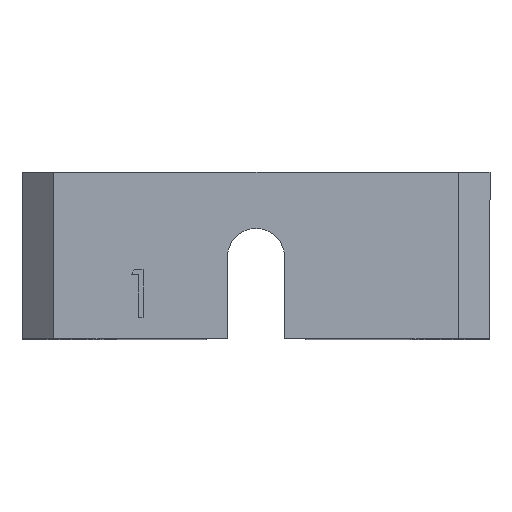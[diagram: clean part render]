
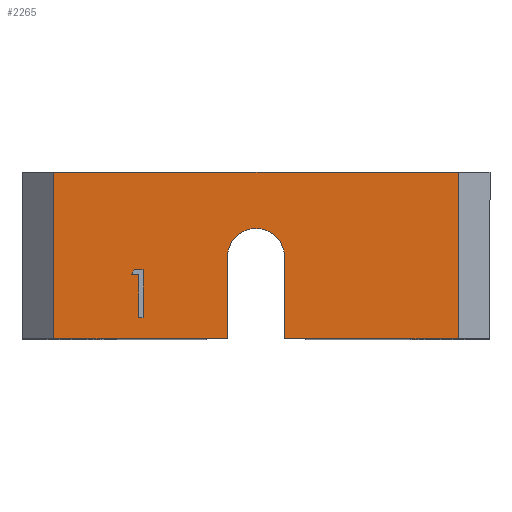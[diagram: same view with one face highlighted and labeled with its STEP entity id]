
A CAD part, top view. The second image highlights one B-rep face of the part: STEP entity #2265.
In plain terms, the highlighted planar face has unit normal (0, 0, 1).
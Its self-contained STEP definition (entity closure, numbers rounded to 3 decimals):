
#56 = EDGE_LOOP ( 'NONE', ( #2943, #636, #361, #374, #3280, #1924, #2707, #1026 ) ) ;
#101 = DIRECTION ( 'NONE',  ( 1., 0., 0. ) ) ;
#109 = CARTESIAN_POINT ( 'NONE',  ( -10.619, -20.375, 20. ) ) ;
#112 = CARTESIAN_POINT ( 'NONE',  ( -11.451, -20.375, 20. ) ) ;
#120 = FACE_BOUND ( 'NONE', #1522, .T. ) ;
#138 = DIRECTION ( 'NONE',  ( 0., 0., 1. ) ) ;
#163 = VECTOR ( 'NONE', #805, 1000. ) ;
#230 = VECTOR ( 'NONE', #3018, 1000. ) ;
#259 = VERTEX_POINT ( 'NONE', #1519 ) ;
#270 = LINE ( 'NONE', #2144, #163 ) ;
#315 = CARTESIAN_POINT ( 'NONE',  ( -11.023, -20.837, 20. ) ) ;
#332 = LINE ( 'NONE', #112, #2268 ) ;
#338 = VECTOR ( 'NONE', #465, 1000. ) ;
#361 = ORIENTED_EDGE ( 'NONE', *, *, #3181, .T. ) ;
#373 = CARTESIAN_POINT ( 'NONE',  ( 0., 0., 20. ) ) ;
#374 = ORIENTED_EDGE ( 'NONE', *, *, #820, .T. ) ;
#378 = CARTESIAN_POINT ( 'NONE',  ( -10.619, -24.875, 20. ) ) ;
#400 = CARTESIAN_POINT ( 'NONE',  ( -2.7, -19.2, 20. ) ) ;
#412 = ORIENTED_EDGE ( 'NONE', *, *, #3194, .T. ) ;
#465 = DIRECTION ( 'NONE',  ( 0., -1., 0. ) ) ;
#498 = LINE ( 'NONE', #3156, #338 ) ;
#590 = VERTEX_POINT ( 'NONE', #2282 ) ;
#601 = VERTEX_POINT ( 'NONE', #400 ) ;
#636 = ORIENTED_EDGE ( 'NONE', *, *, #1127, .T. ) ;
#670 = CIRCLE ( 'NONE', #3125, 2.7 ) ;
#805 = DIRECTION ( 'NONE',  ( 0.497, 0.868, 0. ) ) ;
#820 = EDGE_CURVE ( 'NONE', #1839, #259, #2276, .T. ) ;
#837 = DIRECTION ( 'NONE',  ( 1., 0., 0. ) ) ;
#851 = VECTOR ( 'NONE', #3293, 1000. ) ;
#918 = CARTESIAN_POINT ( 'NONE',  ( -22.5, -11.2, 20. ) ) ;
#920 = DIRECTION ( 'NONE',  ( 0., -1., 0. ) ) ;
#979 = VERTEX_POINT ( 'NONE', #2351 ) ;
#1026 = ORIENTED_EDGE ( 'NONE', *, *, #1248, .T. ) ;
#1027 = ORIENTED_EDGE ( 'NONE', *, *, #2628, .T. ) ;
#1033 = EDGE_CURVE ( 'NONE', #601, #1664, #498, .T. ) ;
#1127 = EDGE_CURVE ( 'NONE', #2606, #1383, #1674, .T. ) ;
#1141 = DIRECTION ( 'NONE',  ( 1., 0., 0. ) ) ;
#1152 = DIRECTION ( 'NONE',  ( 1., 0., 0. ) ) ;
#1171 = DIRECTION ( 'NONE',  ( -1., 0., 0. ) ) ;
#1176 = EDGE_CURVE ( 'NONE', #259, #1664, #1486, .T. ) ;
#1187 = VECTOR ( 'NONE', #1457, 1000. ) ;
#1212 = DIRECTION ( 'NONE',  ( 1., 0., 0. ) ) ;
#1248 = EDGE_CURVE ( 'NONE', #1330, #2779, #1955, .T. ) ;
#1330 = VERTEX_POINT ( 'NONE', #2617 ) ;
#1383 = VERTEX_POINT ( 'NONE', #1817 ) ;
#1411 = VECTOR ( 'NONE', #1171, 1000. ) ;
#1418 = PLANE ( 'NONE',  #2633 ) ;
#1456 = VECTOR ( 'NONE', #2950, 1000. ) ;
#1457 = DIRECTION ( 'NONE',  ( -1., 0., 0. ) ) ;
#1486 = LINE ( 'NONE', #2213, #2938 ) ;
#1519 = CARTESIAN_POINT ( 'NONE',  ( -19., -26.875, 20. ) ) ;
#1522 = EDGE_LOOP ( 'NONE', ( #1874, #1027, #2469, #2421, #412, #2885 ) ) ;
#1566 = VECTOR ( 'NONE', #1141, 1000. ) ;
#1601 = EDGE_CURVE ( 'NONE', #2936, #3066, #332, .T. ) ;
#1637 = CARTESIAN_POINT ( 'NONE',  ( 19., -26.875, 20. ) ) ;
#1664 = VERTEX_POINT ( 'NONE', #1949 ) ;
#1674 = LINE ( 'NONE', #3208, #1763 ) ;
#1762 = CARTESIAN_POINT ( 'NONE',  ( 2.7, 0., 20. ) ) ;
#1763 = VECTOR ( 'NONE', #2696, 1000. ) ;
#1776 = CARTESIAN_POINT ( 'NONE',  ( 2.7, -26.875, 20. ) ) ;
#1817 = CARTESIAN_POINT ( 'NONE',  ( 19., -11.2, 20. ) ) ;
#1827 = EDGE_CURVE ( 'NONE', #590, #2692, #2139, .T. ) ;
#1839 = VERTEX_POINT ( 'NONE', #2378 ) ;
#1874 = ORIENTED_EDGE ( 'NONE', *, *, #3162, .T. ) ;
#1924 = ORIENTED_EDGE ( 'NONE', *, *, #1033, .F. ) ;
#1944 = CARTESIAN_POINT ( 'NONE',  ( -10.619, -24.875, 20. ) ) ;
#1947 = CARTESIAN_POINT ( 'NONE',  ( -22.5, -26.875, 20. ) ) ;
#1949 = CARTESIAN_POINT ( 'NONE',  ( -2.7, -26.875, 20. ) ) ;
#1955 = LINE ( 'NONE', #1762, #851 ) ;
#1962 = CARTESIAN_POINT ( 'NONE',  ( -19., 0., 20. ) ) ;
#2007 = VECTOR ( 'NONE', #920, 1000. ) ;
#2021 = EDGE_CURVE ( 'NONE', #2779, #2606, #2234, .T. ) ;
#2028 = LINE ( 'NONE', #3089, #2187 ) ;
#2053 = EDGE_CURVE ( 'NONE', #3066, #2959, #3284, .T. ) ;
#2139 = LINE ( 'NONE', #2359, #1456 ) ;
#2144 = CARTESIAN_POINT ( 'NONE',  ( -11.715, -20.837, 20. ) ) ;
#2183 = CARTESIAN_POINT ( 'NONE',  ( 0., -19.2, 20. ) ) ;
#2187 = VECTOR ( 'NONE', #3069, 1000. ) ;
#2213 = CARTESIAN_POINT ( 'NONE',  ( -22.5, -26.875, 20. ) ) ;
#2234 = LINE ( 'NONE', #1947, #1566 ) ;
#2260 = CARTESIAN_POINT ( 'NONE',  ( -10.619, -20.375, 20. ) ) ;
#2265 = ADVANCED_FACE ( 'NONE', ( #2797, #120 ), #1418, .T. ) ;
#2268 = VECTOR ( 'NONE', #1212, 1000. ) ;
#2276 = LINE ( 'NONE', #1962, #230 ) ;
#2282 = CARTESIAN_POINT ( 'NONE',  ( -11.023, -24.875, 20. ) ) ;
#2351 = CARTESIAN_POINT ( 'NONE',  ( -11.715, -20.837, 20. ) ) ;
#2359 = CARTESIAN_POINT ( 'NONE',  ( -11.023, -24.875, 20. ) ) ;
#2378 = CARTESIAN_POINT ( 'NONE',  ( -19., -11.2, 20. ) ) ;
#2421 = ORIENTED_EDGE ( 'NONE', *, *, #2053, .T. ) ;
#2469 = ORIENTED_EDGE ( 'NONE', *, *, #1601, .T. ) ;
#2606 = VERTEX_POINT ( 'NONE', #1637 ) ;
#2617 = CARTESIAN_POINT ( 'NONE',  ( 2.7, -19.2, 20. ) ) ;
#2628 = EDGE_CURVE ( 'NONE', #979, #2936, #270, .T. ) ;
#2633 = AXIS2_PLACEMENT_3D ( 'NONE', #373, #138, #1152 ) ;
#2692 = VERTEX_POINT ( 'NONE', #315 ) ;
#2696 = DIRECTION ( 'NONE',  ( 0., 1., 0. ) ) ;
#2707 = ORIENTED_EDGE ( 'NONE', *, *, #2932, .F. ) ;
#2735 = CARTESIAN_POINT ( 'NONE',  ( -11.451, -20.375, 20. ) ) ;
#2763 = LINE ( 'NONE', #378, #1187 ) ;
#2779 = VERTEX_POINT ( 'NONE', #1776 ) ;
#2783 = LINE ( 'NONE', #918, #1411 ) ;
#2797 = FACE_OUTER_BOUND ( 'NONE', #56, .T. ) ;
#2885 = ORIENTED_EDGE ( 'NONE', *, *, #1827, .T. ) ;
#2932 = EDGE_CURVE ( 'NONE', #1330, #601, #670, .T. ) ;
#2936 = VERTEX_POINT ( 'NONE', #2735 ) ;
#2938 = VECTOR ( 'NONE', #101, 1000. ) ;
#2943 = ORIENTED_EDGE ( 'NONE', *, *, #2021, .T. ) ;
#2950 = DIRECTION ( 'NONE',  ( 0., 1., 0. ) ) ;
#2959 = VERTEX_POINT ( 'NONE', #1944 ) ;
#3018 = DIRECTION ( 'NONE',  ( 0., -1., 0. ) ) ;
#3066 = VERTEX_POINT ( 'NONE', #2260 ) ;
#3069 = DIRECTION ( 'NONE',  ( -1., 0., 0. ) ) ;
#3089 = CARTESIAN_POINT ( 'NONE',  ( -11.023, -20.837, 20. ) ) ;
#3125 = AXIS2_PLACEMENT_3D ( 'NONE', #2183, #3248, #837 ) ;
#3156 = CARTESIAN_POINT ( 'NONE',  ( -2.7, 0., 20. ) ) ;
#3162 = EDGE_CURVE ( 'NONE', #2692, #979, #2028, .T. ) ;
#3181 = EDGE_CURVE ( 'NONE', #1383, #1839, #2783, .T. ) ;
#3194 = EDGE_CURVE ( 'NONE', #2959, #590, #2763, .T. ) ;
#3208 = CARTESIAN_POINT ( 'NONE',  ( 19., -11.2, 20. ) ) ;
#3248 = DIRECTION ( 'NONE',  ( 0., 0., 1. ) ) ;
#3280 = ORIENTED_EDGE ( 'NONE', *, *, #1176, .T. ) ;
#3284 = LINE ( 'NONE', #109, #2007 ) ;
#3293 = DIRECTION ( 'NONE',  ( 0., -1., 0. ) ) ;
